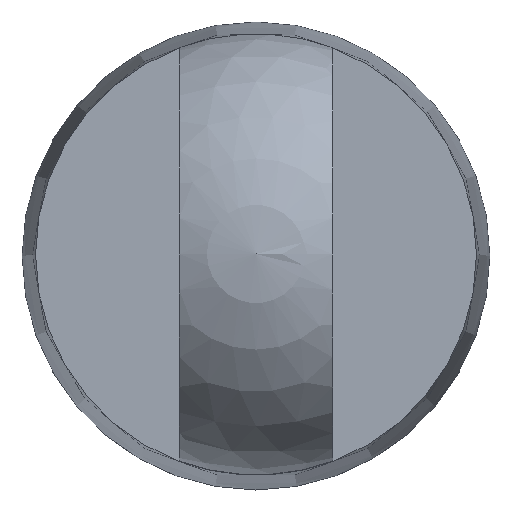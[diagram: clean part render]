
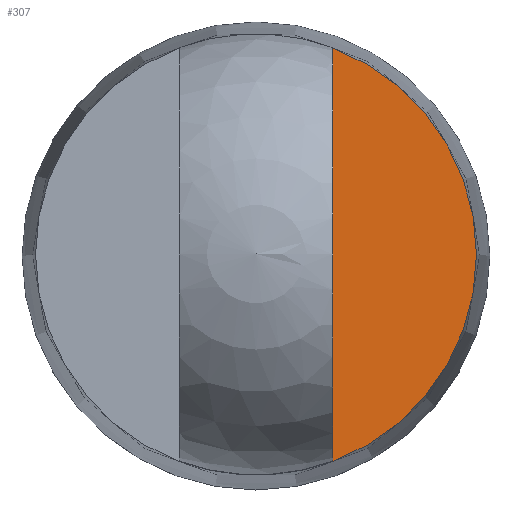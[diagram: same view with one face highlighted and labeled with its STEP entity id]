
A CAD part, top view. The second image highlights one B-rep face of the part: STEP entity #307.
In plain terms, the highlighted planar face has unit normal (0, 0, 1).
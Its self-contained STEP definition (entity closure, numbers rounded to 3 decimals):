
#43 = CONICAL_SURFACE('',#44,0.036,0.021);
#44 = AXIS2_PLACEMENT_3D('',#45,#46,#47);
#45 = CARTESIAN_POINT('',(0.,0.,0.));
#46 = DIRECTION('',(-0.,-0.,-1.));
#47 = DIRECTION('',(1.,0.,0.));
#114 = VERTEX_POINT('',#115);
#115 = CARTESIAN_POINT('',(0.034,0.,0.1));
#135 = EDGE_CURVE('',#136,#114,#138,.T.);
#136 = VERTEX_POINT('',#137);
#137 = CARTESIAN_POINT('',(0.012,-0.032,0.1));
#138 = SURFACE_CURVE('',#139,(#144,#151),.PCURVE_S1.);
#139 = CIRCLE('',#140,0.034);
#140 = AXIS2_PLACEMENT_3D('',#141,#142,#143);
#141 = CARTESIAN_POINT('',(0.,0.,0.1));
#142 = DIRECTION('',(0.,0.,1.));
#143 = DIRECTION('',(1.,0.,0.));
#144 = PCURVE('',#43,#145);
#145 = DEFINITIONAL_REPRESENTATION('',(#146),#150);
#146 = LINE('',#147,#148);
#147 = CARTESIAN_POINT('',(-0.,-0.1));
#148 = VECTOR('',#149,1.);
#149 = DIRECTION('',(-1.,-0.));
#150 = ( GEOMETRIC_REPRESENTATION_CONTEXT(2) 
PARAMETRIC_REPRESENTATION_CONTEXT() REPRESENTATION_CONTEXT('2D SPACE',''
  ) );
#151 = PCURVE('',#152,#157);
#152 = PLANE('',#153);
#153 = AXIS2_PLACEMENT_3D('',#154,#155,#156);
#154 = CARTESIAN_POINT('',(0.,0.,0.1));
#155 = DIRECTION('',(0.,0.,1.));
#156 = DIRECTION('',(1.,0.,0.));
#157 = DEFINITIONAL_REPRESENTATION('',(#158),#162);
#158 = CIRCLE('',#159,0.034);
#159 = AXIS2_PLACEMENT_2D('',#160,#161);
#160 = CARTESIAN_POINT('',(0.,0.));
#161 = DIRECTION('',(1.,0.));
#162 = ( GEOMETRIC_REPRESENTATION_CONTEXT(2) 
PARAMETRIC_REPRESENTATION_CONTEXT() REPRESENTATION_CONTEXT('2D SPACE',''
  ) );
#223 = VERTEX_POINT('',#224);
#224 = CARTESIAN_POINT('',(0.012,0.032,0.1));
#251 = EDGE_CURVE('',#114,#223,#252,.T.);
#252 = SURFACE_CURVE('',#253,(#258,#265),.PCURVE_S1.);
#253 = CIRCLE('',#254,0.034);
#254 = AXIS2_PLACEMENT_3D('',#255,#256,#257);
#255 = CARTESIAN_POINT('',(0.,0.,0.1));
#256 = DIRECTION('',(0.,0.,1.));
#257 = DIRECTION('',(1.,0.,0.));
#258 = PCURVE('',#43,#259);
#259 = DEFINITIONAL_REPRESENTATION('',(#260),#264);
#260 = LINE('',#261,#262);
#261 = CARTESIAN_POINT('',(-0.,-0.1));
#262 = VECTOR('',#263,1.);
#263 = DIRECTION('',(-1.,-0.));
#264 = ( GEOMETRIC_REPRESENTATION_CONTEXT(2) 
PARAMETRIC_REPRESENTATION_CONTEXT() REPRESENTATION_CONTEXT('2D SPACE',''
  ) );
#265 = PCURVE('',#152,#266);
#266 = DEFINITIONAL_REPRESENTATION('',(#267),#271);
#267 = CIRCLE('',#268,0.034);
#268 = AXIS2_PLACEMENT_2D('',#269,#270);
#269 = CARTESIAN_POINT('',(0.,0.));
#270 = DIRECTION('',(1.,0.));
#271 = ( GEOMETRIC_REPRESENTATION_CONTEXT(2) 
PARAMETRIC_REPRESENTATION_CONTEXT() REPRESENTATION_CONTEXT('2D SPACE',''
  ) );
#307 = ADVANCED_FACE('',(#308),#152,.T.);
#308 = FACE_BOUND('',#309,.T.);
#309 = EDGE_LOOP('',(#310,#311,#312));
#310 = ORIENTED_EDGE('',*,*,#135,.T.);
#311 = ORIENTED_EDGE('',*,*,#251,.T.);
#312 = ORIENTED_EDGE('',*,*,#313,.F.);
#313 = EDGE_CURVE('',#136,#223,#314,.T.);
#314 = SURFACE_CURVE('',#315,(#319,#326),.PCURVE_S1.);
#315 = LINE('',#316,#317);
#316 = CARTESIAN_POINT('',(0.012,-0.034,0.1));
#317 = VECTOR('',#318,1.);
#318 = DIRECTION('',(0.,1.,0.));
#319 = PCURVE('',#152,#320);
#320 = DEFINITIONAL_REPRESENTATION('',(#321),#325);
#321 = LINE('',#322,#323);
#322 = CARTESIAN_POINT('',(0.012,-0.034));
#323 = VECTOR('',#324,1.);
#324 = DIRECTION('',(0.,1.));
#325 = ( GEOMETRIC_REPRESENTATION_CONTEXT(2) 
PARAMETRIC_REPRESENTATION_CONTEXT() REPRESENTATION_CONTEXT('2D SPACE',''
  ) );
#326 = PCURVE('',#327,#332);
#327 = PLANE('',#328);
#328 = AXIS2_PLACEMENT_3D('',#329,#330,#331);
#329 = CARTESIAN_POINT('',(0.012,-0.034,0.1));
#330 = DIRECTION('',(1.,0.,0.));
#331 = DIRECTION('',(0.,1.,0.));
#332 = DEFINITIONAL_REPRESENTATION('',(#333),#337);
#333 = LINE('',#334,#335);
#334 = CARTESIAN_POINT('',(0.,0.));
#335 = VECTOR('',#336,1.);
#336 = DIRECTION('',(1.,0.));
#337 = ( GEOMETRIC_REPRESENTATION_CONTEXT(2) 
PARAMETRIC_REPRESENTATION_CONTEXT() REPRESENTATION_CONTEXT('2D SPACE',''
  ) );
